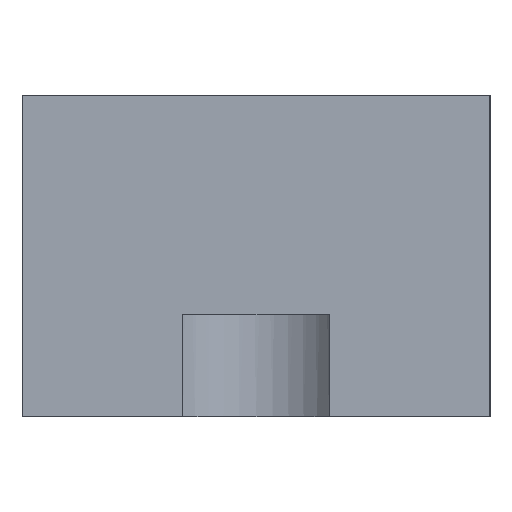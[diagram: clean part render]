
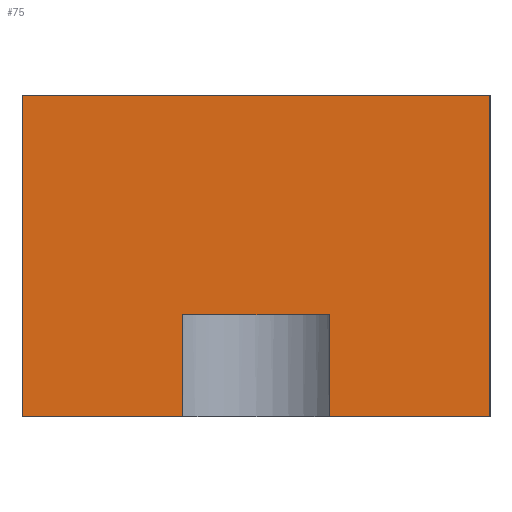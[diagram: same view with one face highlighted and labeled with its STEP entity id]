
A CAD part, left-side view. The second image highlights one B-rep face of the part: STEP entity #75.
In plain terms, the highlighted planar face has unit normal (-1, 0, 0).
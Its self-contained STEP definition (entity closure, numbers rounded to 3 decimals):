
#75 = ADVANCED_FACE( '', ( #92 ), #93, .T. );
#92 = FACE_OUTER_BOUND( '', #124, .T. );
#93 = PLANE( '', #125 );
#124 = EDGE_LOOP( '', ( #156, #157, #158, #159, #160, #161, #162, #163 ) );
#125 = AXIS2_PLACEMENT_3D( '', #164, #165, #166 );
#156 = ORIENTED_EDGE( '', *, *, #296, .T. );
#157 = ORIENTED_EDGE( '', *, *, #297, .T. );
#158 = ORIENTED_EDGE( '', *, *, #298, .F. );
#159 = ORIENTED_EDGE( '', *, *, #299, .F. );
#160 = ORIENTED_EDGE( '', *, *, #300, .T. );
#161 = ORIENTED_EDGE( '', *, *, #301, .T. );
#162 = ORIENTED_EDGE( '', *, *, #302, .F. );
#163 = ORIENTED_EDGE( '', *, *, #303, .F. );
#164 = CARTESIAN_POINT( '', ( -43.072, 16., 22. ) );
#165 = DIRECTION( '', ( -1., 0., 0. ) );
#166 = DIRECTION( '', ( 0., 0., 1. ) );
#296 = EDGE_CURVE( '', #342, #343, #344, .T. );
#297 = EDGE_CURVE( '', #343, #345, #346, .T. );
#298 = EDGE_CURVE( '', #347, #345, #348, .T. );
#299 = EDGE_CURVE( '', #349, #347, #350, .T. );
#300 = EDGE_CURVE( '', #349, #351, #352, .T. );
#301 = EDGE_CURVE( '', #351, #353, #354, .T. );
#302 = EDGE_CURVE( '', #355, #353, #356, .T. );
#303 = EDGE_CURVE( '', #342, #355, #357, .T. );
#342 = VERTEX_POINT( '', #418 );
#343 = VERTEX_POINT( '', #419 );
#344 = LINE( '', #420, #421 );
#345 = VERTEX_POINT( '', #422 );
#346 = LINE( '', #423, #424 );
#347 = VERTEX_POINT( '', #425 );
#348 = LINE( '', #426, #427 );
#349 = VERTEX_POINT( '', #428 );
#350 = LINE( '', #429, #430 );
#351 = VERTEX_POINT( '', #431 );
#352 = LINE( '', #432, #433 );
#353 = VERTEX_POINT( '', #434 );
#354 = LINE( '', #435, #436 );
#355 = VERTEX_POINT( '', #437 );
#356 = LINE( '', #438, #439 );
#357 = LINE( '', #440, #441 );
#418 = CARTESIAN_POINT( '', ( -43.072, 5., 7. ) );
#419 = CARTESIAN_POINT( '', ( -43.072, -5., 7. ) );
#420 = CARTESIAN_POINT( '', ( -43.072, 5., 7. ) );
#421 = VECTOR( '', #532, 1000. );
#422 = CARTESIAN_POINT( '', ( -43.072, -5., 0. ) );
#423 = CARTESIAN_POINT( '', ( -43.072, -5., 7. ) );
#424 = VECTOR( '', #533, 1000. );
#425 = CARTESIAN_POINT( '', ( -43.072, -16., 0. ) );
#426 = CARTESIAN_POINT( '', ( -43.072, 16., 0. ) );
#427 = VECTOR( '', #534, 1000. );
#428 = CARTESIAN_POINT( '', ( -43.072, -16., 22. ) );
#429 = CARTESIAN_POINT( '', ( -43.072, -16., 22. ) );
#430 = VECTOR( '', #535, 1000. );
#431 = CARTESIAN_POINT( '', ( -43.072, 16., 22. ) );
#432 = CARTESIAN_POINT( '', ( -43.072, 16., 22. ) );
#433 = VECTOR( '', #536, 1000. );
#434 = CARTESIAN_POINT( '', ( -43.072, 16., 0. ) );
#435 = CARTESIAN_POINT( '', ( -43.072, 16., 22. ) );
#436 = VECTOR( '', #537, 1000. );
#437 = CARTESIAN_POINT( '', ( -43.072, 5., 0. ) );
#438 = CARTESIAN_POINT( '', ( -43.072, 16., 0. ) );
#439 = VECTOR( '', #538, 1000. );
#440 = CARTESIAN_POINT( '', ( -43.072, 5., 7. ) );
#441 = VECTOR( '', #539, 1000. );
#532 = DIRECTION( '', ( 0., -1., 0. ) );
#533 = DIRECTION( '', ( 0., 0., -1. ) );
#534 = DIRECTION( '', ( 0., 1., 0. ) );
#535 = DIRECTION( '', ( 0., 0., -1. ) );
#536 = DIRECTION( '', ( 0., 1., 0. ) );
#537 = DIRECTION( '', ( 0., 0., -1. ) );
#538 = DIRECTION( '', ( 0., 1., 0. ) );
#539 = DIRECTION( '', ( 0., 0., -1. ) );
